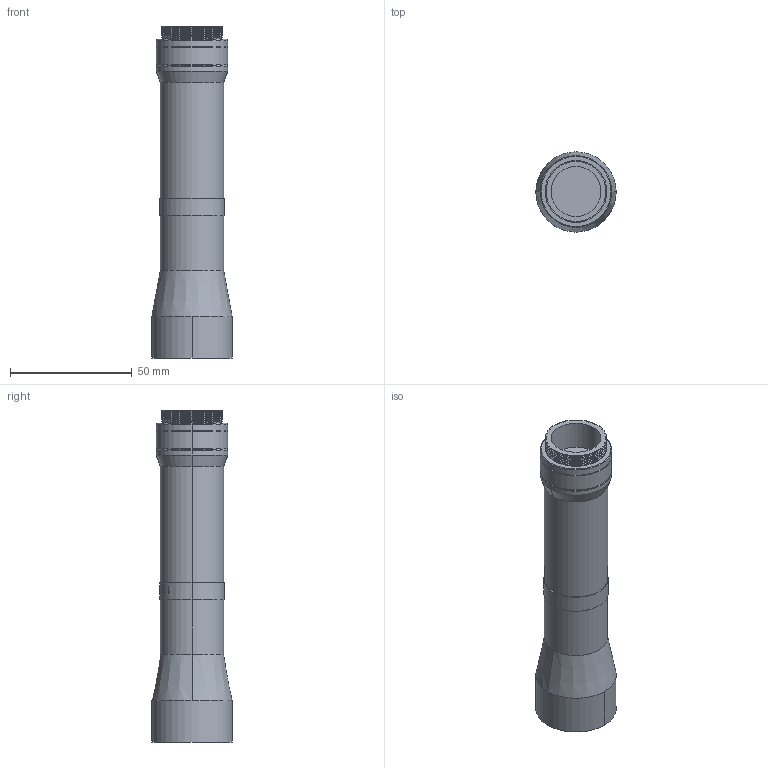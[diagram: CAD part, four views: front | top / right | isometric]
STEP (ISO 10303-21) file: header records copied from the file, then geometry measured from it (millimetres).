
FILE_DESCRIPTION (( 'STEP AP214' ), '1' );
FILE_NAME ('610033.STEP', '2019-10-24T08:25:54', ( '' ), ( '' ), 'SwSTEP 2.0', 'SolidWorks 2016', '' );
FILE_SCHEMA (( 'AUTOMOTIVE_DESIGN' ));
Length unit declared in the file: millimetre
Products named in the file (1): 610033
Bounding box: 33 x 33 x 136.4 mm (x, y, z)
Volume: 76685.1 mm3; surface area: 15008.7 mm2
Topology: 1 solids, 1 shells, 201 faces, 495 edges, 309 vertices
Faces by surface type: cylinder 60, bspline 56, plane 43, cone 42
Entity records: 11648 total; most frequent: CARTESIAN_POINT 6807, ORIENTED_EDGE 986, DIRECTION 835, EDGE_CURVE 493, AXIS2_PLACEMENT_3D 310, VERTEX_POINT 309, EDGE_LOOP 216, VECTOR 215
